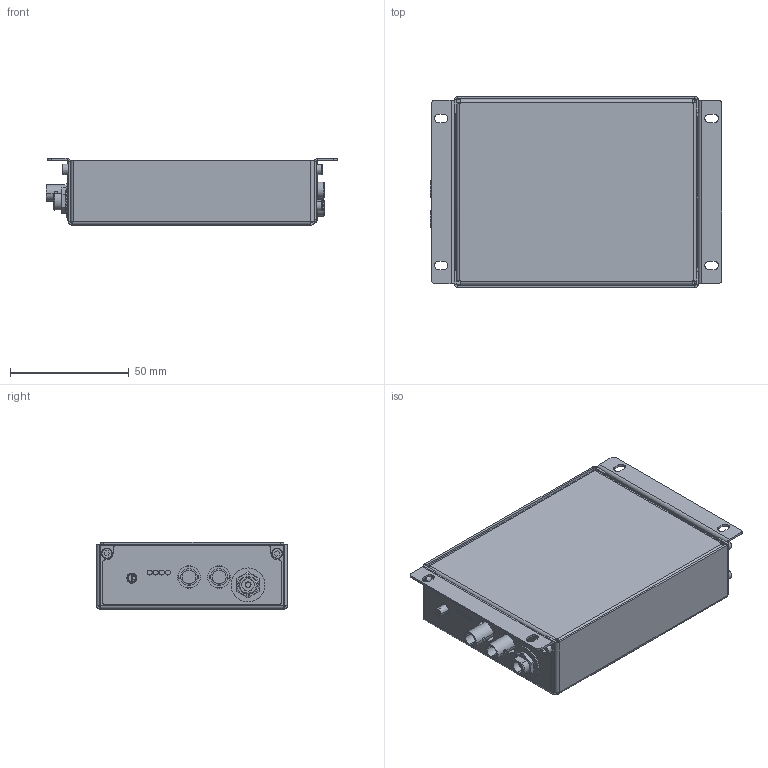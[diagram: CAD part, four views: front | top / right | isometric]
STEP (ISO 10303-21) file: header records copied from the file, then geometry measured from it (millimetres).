
FILE_DESCRIPTION (( 'STEP AP214' ), '1' );
FILE_NAME ('88202160-H20.STEP', '2013-08-29T19:19:04', ( 'Andrew' ), ( 'Microsoft' ), 'SwSTEP 2.0', 'SolidWorks 2011', '' );
FILE_SCHEMA (( 'AUTOMOTIVE_DESIGN' ));
Length unit declared in the file: millimetre
Products named in the file (23): 17213610-D; Hex Nut-L712; 95606A140; 5607-265; 85202320  A; 555-4007; Greyhill 94HBB; H20 PCB; HFBR 1515B - 2515B_Out (Lt Grey); L712RA; HFBR 1515B - 2515B_In (Dk Grey); Lemo EXP 1B 310 HLN; Lemo EXG1B Nut 2; Lemo EXG1B Nut 1; Lemo EPY-00-250-NTN; 17213520-F; 17222650  A; 17221510  A; 17213970  A; 17213910  A; SHCS METRIC SST_M2.5 X 4 LNG; 88202160-H20
Assembly tree (29 placements, depth 4):
  88202160-H20
    17213520-F
    17213610-D
    SHCS METRIC SST_M2.5 X 4 LNG  x6
    Hex Nut-L712
    17213970  A
    17221510  A
    95606A140
    85202320  A
      Lemo EXP 1B 310 HLN  x2
        Lemo EXG1B Nut 1
        Lemo EXP 1B 310 HLN
        Lemo EXG1B Nut 2
      H20 PCB
      Lemo EPY-00-250-NTN  x2
      555-4007
      Greyhill 94HBB
      HFBR 1515B - 2515B_Out (Lt Grey)
      L712RA
      HFBR 1515B - 2515B_In (Dk Grey)
    17213910  A
    17222650  A
    5607-265
Bounding box: 122.75 x 80.54 x 28.46 mm (x, y, z)
Volume: 54557.9 mm3; surface area: 110232.4 mm2
Topology: 33 solids, 33 shells, 1200 faces, 2799 edges, 1786 vertices
Faces by surface type: plane 653, cylinder 450, cone 81, bspline 8, sphere 8
Entity records: 29902 total; most frequent: CARTESIAN_POINT 5327, DIRECTION 4663, ORIENTED_EDGE 4350, EDGE_CURVE 2175, AXIS2_PLACEMENT_3D 1636, VERTEX_POINT 1394, LINE 1391, VECTOR 1391
